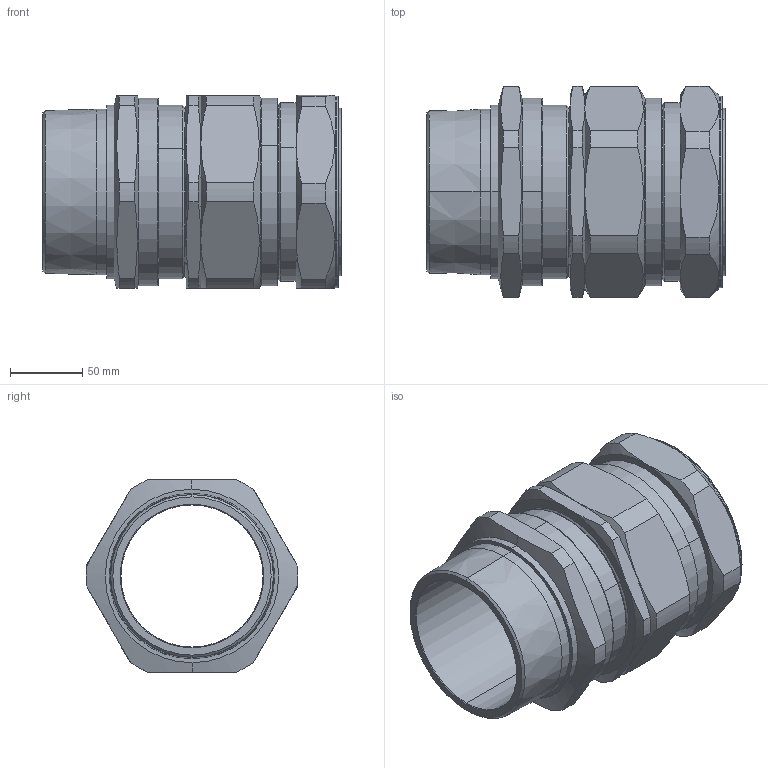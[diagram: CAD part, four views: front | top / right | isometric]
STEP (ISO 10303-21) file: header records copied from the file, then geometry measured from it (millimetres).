
FILE_DESCRIPTION (( 'STEP AP203' ), '1' );
FILE_NAME ('115E%1RA0310.STEP', '2021-04-21T12:48:04', ( '' ), ( '' ), 'SwSTEP 2.0', 'SolidWorks 2017', '' );
FILE_SCHEMA (( 'CONFIG_CONTROL_DESIGN' ));
Length unit declared in the file: millimetre
Products named in the file (1): 115E%1RA0310
Bounding box: 206.3 x 146.71 x 134.1 mm (x, y, z)
Volume: 912384 mm3; surface area: 179493.4 mm2
Topology: 1 solids, 1 shells, 151 faces, 368 edges, 228 vertices
Faces by surface type: cylinder 48, cone 48, plane 47, torus 8
Entity records: 4945 total; most frequent: CARTESIAN_POINT 1332, DIRECTION 762, ORIENTED_EDGE 736, EDGE_CURVE 368, AXIS2_PLACEMENT_3D 318, VERTEX_POINT 228, CIRCLE 166, EDGE_LOOP 162
